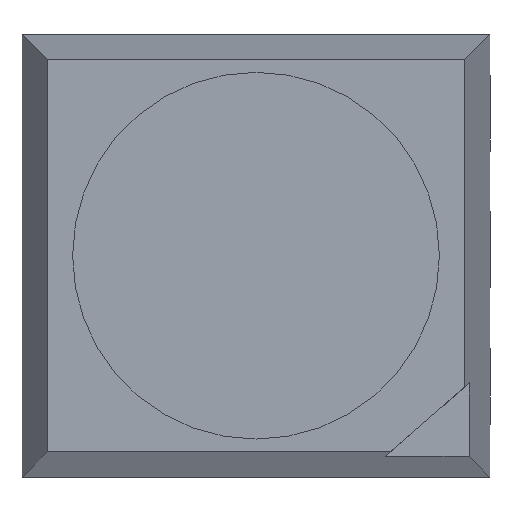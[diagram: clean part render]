
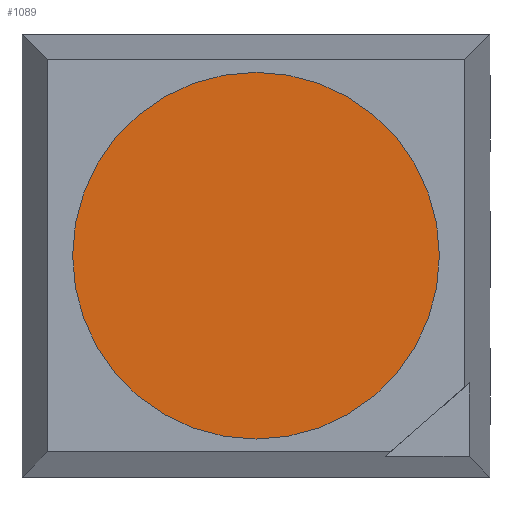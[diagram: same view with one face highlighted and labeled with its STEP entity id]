
A CAD part, top view. The second image highlights one B-rep face of the part: STEP entity #1089.
In plain terms, the highlighted planar face has unit normal (0, 0, 1).
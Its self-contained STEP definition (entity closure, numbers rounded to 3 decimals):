
#234 = DIRECTION ( 'NONE',  ( 1., 0., 0. ) ) ;
#525 = VERTEX_POINT ( 'NONE', #1578 ) ;
#571 = CIRCLE ( 'NONE', #3880, 1.45 ) ;
#572 = DIRECTION ( 'NONE',  ( 0., 0., -1. ) ) ;
#605 = CARTESIAN_POINT ( 'NONE',  ( 0., -0.055, 2.8 ) ) ;
#718 = ORIENTED_EDGE ( 'NONE', *, *, #3680, .F. ) ;
#744 = DIRECTION ( 'NONE',  ( 0., 0., -1. ) ) ;
#872 = AXIS2_PLACEMENT_3D ( 'NONE', #3755, #744, #4406 ) ;
#944 = PLANE ( 'NONE',  #2163 ) ;
#1089 = ADVANCED_FACE ( 'NONE', ( #1351 ), #944, .T. ) ;
#1351 = FACE_OUTER_BOUND ( 'NONE', #2085, .T. ) ;
#1578 = CARTESIAN_POINT ( 'NONE',  ( 1.45, -0.055, 2.8 ) ) ;
#1822 = EDGE_CURVE ( 'NONE', #525, #3365, #571, .T. ) ;
#2085 = EDGE_LOOP ( 'NONE', ( #2156, #718 ) ) ;
#2156 = ORIENTED_EDGE ( 'NONE', *, *, #1822, .F. ) ;
#2163 = AXIS2_PLACEMENT_3D ( 'NONE', #2400, #2823, #234 ) ;
#2400 = CARTESIAN_POINT ( 'NONE',  ( 0., -0.055, 2.8 ) ) ;
#2823 = DIRECTION ( 'NONE',  ( 0., 0., 1. ) ) ;
#3365 = VERTEX_POINT ( 'NONE', #3913 ) ;
#3537 = DIRECTION ( 'NONE',  ( 1., 0., 0. ) ) ;
#3680 = EDGE_CURVE ( 'NONE', #3365, #525, #4660, .T. ) ;
#3755 = CARTESIAN_POINT ( 'NONE',  ( 0., -0.055, 2.8 ) ) ;
#3880 = AXIS2_PLACEMENT_3D ( 'NONE', #605, #572, #3537 ) ;
#3913 = CARTESIAN_POINT ( 'NONE',  ( -1.45, -0.055, 2.8 ) ) ;
#4406 = DIRECTION ( 'NONE',  ( 1., 0., 0. ) ) ;
#4660 = CIRCLE ( 'NONE', #872, 1.45 ) ;
